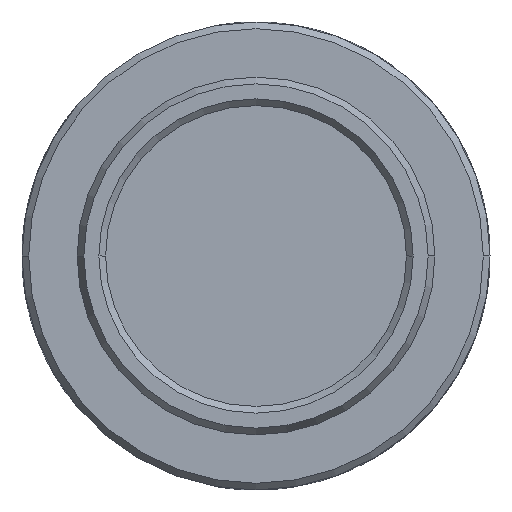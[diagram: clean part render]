
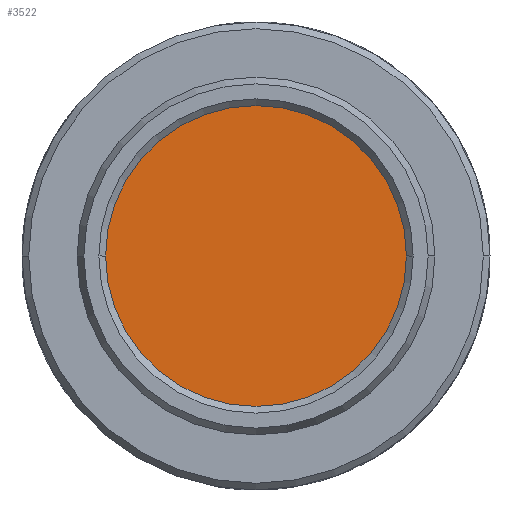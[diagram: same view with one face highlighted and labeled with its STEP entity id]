
A CAD part, left-side view. The second image highlights one B-rep face of the part: STEP entity #3522.
In plain terms, the highlighted planar face has unit normal (-1, 0, 0).
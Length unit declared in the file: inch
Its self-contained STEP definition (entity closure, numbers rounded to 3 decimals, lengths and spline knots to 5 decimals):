
#411 = DIRECTION ( 'NONE',  ( 0., 0., -1. ) ) ;
#555 = DIRECTION ( 'NONE',  ( 1., 0., 0. ) ) ;
#586 = ORIENTED_EDGE ( 'NONE', *, *, #2546, .F. ) ;
#861 = CARTESIAN_POINT ( 'NONE',  ( -0.145, 0., 0. ) ) ;
#1194 = AXIS2_PLACEMENT_3D ( 'NONE', #861, #5990, #1600 ) ;
#1600 = DIRECTION ( 'NONE',  ( 0., 0., -1. ) ) ;
#2546 = EDGE_CURVE ( 'NONE', #8260, #2721, #3362, .T. ) ;
#2721 = VERTEX_POINT ( 'NONE', #5339 ) ;
#2995 = ORIENTED_EDGE ( 'NONE', *, *, #8731, .F. ) ;
#3362 = CIRCLE ( 'NONE', #8635, 0.25 ) ;
#3522 = ADVANCED_FACE ( 'NONE', ( #8966 ), #9183, .F. ) ;
#3865 = EDGE_LOOP ( 'NONE', ( #586, #2995 ) ) ;
#4522 = CIRCLE ( 'NONE', #1194, 0.25 ) ;
#4792 = DIRECTION ( 'NONE',  ( 1., 0., 0. ) ) ;
#4947 = CARTESIAN_POINT ( 'NONE',  ( -0.145, 0., 0. ) ) ;
#5339 = CARTESIAN_POINT ( 'NONE',  ( -0.145, 0., 0.25 ) ) ;
#5349 = AXIS2_PLACEMENT_3D ( 'NONE', #9121, #4792, #411 ) ;
#5698 = DIRECTION ( 'NONE',  ( 0., 0., -1. ) ) ;
#5990 = DIRECTION ( 'NONE',  ( 1., 0., 0. ) ) ;
#7886 = CARTESIAN_POINT ( 'NONE',  ( -0.145, 0., -0.25 ) ) ;
#8260 = VERTEX_POINT ( 'NONE', #7886 ) ;
#8635 = AXIS2_PLACEMENT_3D ( 'NONE', #4947, #555, #5698 ) ;
#8731 = EDGE_CURVE ( 'NONE', #2721, #8260, #4522, .T. ) ;
#8966 = FACE_OUTER_BOUND ( 'NONE', #3865, .T. ) ;
#9121 = CARTESIAN_POINT ( 'NONE',  ( -0.145, 0., 0. ) ) ;
#9183 = PLANE ( 'NONE',  #5349 ) ;
